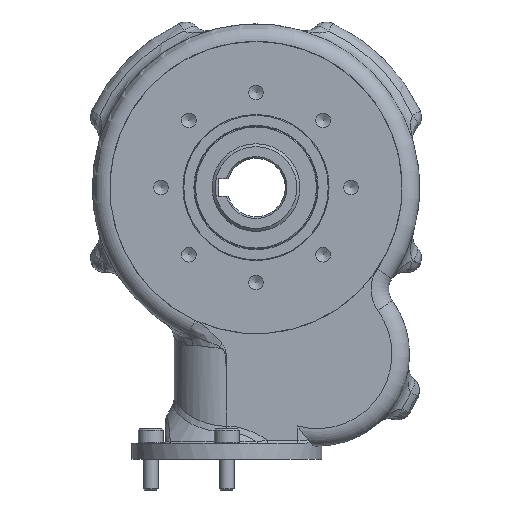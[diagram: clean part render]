
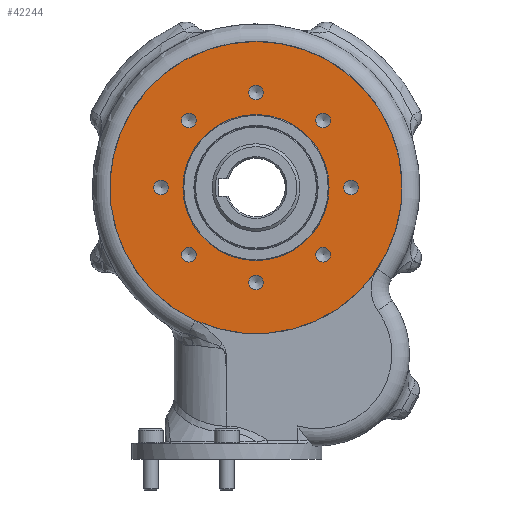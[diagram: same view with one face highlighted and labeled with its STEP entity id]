
A CAD part, left-side view. The second image highlights one B-rep face of the part: STEP entity #42244.
In plain terms, the highlighted planar face has unit normal (-1, 0, 0).
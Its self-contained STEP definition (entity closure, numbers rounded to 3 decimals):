
#1483 = DIRECTION ( 'NONE',  ( -1., 0., 0. ) ) ;
#1855 = CIRCLE ( 'NONE', #32141, 2.5 ) ;
#3334 = CARTESIAN_POINT ( 'NONE',  ( -19., -22.981, 25.481 ) ) ;
#4376 = EDGE_LOOP ( 'NONE', ( #13715 ) ) ;
#4429 = VERTEX_POINT ( 'NONE', #42349 ) ;
#5192 = DIRECTION ( 'NONE',  ( -1., 0., 0. ) ) ;
#5339 = EDGE_CURVE ( 'NONE', #38081, #38081, #6040, .T. ) ;
#5920 = CARTESIAN_POINT ( 'NONE',  ( -19., -22.981, -22.981 ) ) ;
#6040 = CIRCLE ( 'NONE', #38931, 2.5 ) ;
#6167 = DIRECTION ( 'NONE',  ( -1., 0., 0. ) ) ;
#6246 = CARTESIAN_POINT ( 'NONE',  ( -19., -22.981, 22.981 ) ) ;
#6477 = EDGE_CURVE ( 'NONE', #17416, #17416, #54372, .T. ) ;
#6703 = EDGE_CURVE ( 'NONE', #47245, #47245, #25942, .T. ) ;
#7188 = FACE_BOUND ( 'NONE', #45805, .T. ) ;
#7248 = VERTEX_POINT ( 'NONE', #16136 ) ;
#8254 = EDGE_CURVE ( 'NONE', #13258, #13258, #11635, .T. ) ;
#8616 = VERTEX_POINT ( 'NONE', #50702 ) ;
#11128 = AXIS2_PLACEMENT_3D ( 'NONE', #6246, #36619, #19304 ) ;
#11142 = VERTEX_POINT ( 'NONE', #11694 ) ;
#11536 = DIRECTION ( 'NONE',  ( -1., 0., 0. ) ) ;
#11635 = CIRCLE ( 'NONE', #46317, 50. ) ;
#11694 = CARTESIAN_POINT ( 'NONE',  ( -19., 0., 35. ) ) ;
#11920 = AXIS2_PLACEMENT_3D ( 'NONE', #50335, #54782, #32794 ) ;
#12011 = ORIENTED_EDGE ( 'NONE', *, *, #32674, .F. ) ;
#13258 = VERTEX_POINT ( 'NONE', #26071 ) ;
#13460 = AXIS2_PLACEMENT_3D ( 'NONE', #22212, #31693, #34743 ) ;
#13699 = CARTESIAN_POINT ( 'NONE',  ( -19., 0., 32.5 ) ) ;
#13709 = ORIENTED_EDGE ( 'NONE', *, *, #16636, .F. ) ;
#13715 = ORIENTED_EDGE ( 'NONE', *, *, #6703, .F. ) ;
#13878 = EDGE_LOOP ( 'NONE', ( #44169 ) ) ;
#15510 = CARTESIAN_POINT ( 'NONE',  ( -19., 32.5, 0. ) ) ;
#16136 = CARTESIAN_POINT ( 'NONE',  ( -19., -32.5, 2.5 ) ) ;
#16342 = CARTESIAN_POINT ( 'NONE',  ( -19., 32.5, 2.5 ) ) ;
#16636 = EDGE_CURVE ( 'NONE', #44712, #44712, #50654, .T. ) ;
#17300 = CIRCLE ( 'NONE', #29931, 2.5 ) ;
#17416 = VERTEX_POINT ( 'NONE', #30008 ) ;
#17679 = CARTESIAN_POINT ( 'NONE',  ( -19., -22.981, -20.481 ) ) ;
#18137 = CARTESIAN_POINT ( 'NONE',  ( -19., 0., 0. ) ) ;
#18312 = EDGE_LOOP ( 'NONE', ( #48931 ) ) ;
#18393 = DIRECTION ( 'NONE',  ( 0., 0., 1. ) ) ;
#18686 = DIRECTION ( 'NONE',  ( -1., 0., 0. ) ) ;
#19304 = DIRECTION ( 'NONE',  ( 0., 0., 1. ) ) ;
#19934 = EDGE_LOOP ( 'NONE', ( #51851 ) ) ;
#20448 = ORIENTED_EDGE ( 'NONE', *, *, #38181, .F. ) ;
#22212 = CARTESIAN_POINT ( 'NONE',  ( -19., 22.981, -22.981 ) ) ;
#23816 = DIRECTION ( 'NONE',  ( 0., 0., 1. ) ) ;
#24745 = FACE_BOUND ( 'NONE', #25233, .T. ) ;
#25233 = EDGE_LOOP ( 'NONE', ( #35140 ) ) ;
#25915 = CIRCLE ( 'NONE', #13460, 2.5 ) ;
#25942 = CIRCLE ( 'NONE', #41055, 2.5 ) ;
#26071 = CARTESIAN_POINT ( 'NONE',  ( -19., 0., 50. ) ) ;
#26814 = EDGE_LOOP ( 'NONE', ( #20448 ) ) ;
#27408 = CARTESIAN_POINT ( 'NONE',  ( -19., 0., 0. ) ) ;
#28331 = FACE_BOUND ( 'NONE', #39101, .T. ) ;
#28522 = DIRECTION ( 'NONE',  ( 0., 0., 1. ) ) ;
#29887 = EDGE_CURVE ( 'NONE', #53768, #53768, #36044, .T. ) ;
#29931 = AXIS2_PLACEMENT_3D ( 'NONE', #45216, #53591, #23816 ) ;
#30008 = CARTESIAN_POINT ( 'NONE',  ( -19., 0., 25. ) ) ;
#30016 = ORIENTED_EDGE ( 'NONE', *, *, #6477, .F. ) ;
#30362 = EDGE_CURVE ( 'NONE', #7248, #7248, #17300, .T. ) ;
#31209 = DIRECTION ( 'NONE',  ( 0., 0., 1. ) ) ;
#31315 = DIRECTION ( 'NONE',  ( 0., 0., 1. ) ) ;
#31693 = DIRECTION ( 'NONE',  ( -1., 0., 0. ) ) ;
#32141 = AXIS2_PLACEMENT_3D ( 'NONE', #13699, #6167, #18393 ) ;
#32674 = EDGE_CURVE ( 'NONE', #11142, #11142, #1855, .T. ) ;
#32794 = DIRECTION ( 'NONE',  ( 0., 0., 1. ) ) ;
#34295 = EDGE_CURVE ( 'NONE', #8616, #8616, #42207, .T. ) ;
#34743 = DIRECTION ( 'NONE',  ( 0., 0., 1. ) ) ;
#34807 = CARTESIAN_POINT ( 'NONE',  ( -19., 22.981, 22.981 ) ) ;
#35005 = DIRECTION ( 'NONE',  ( 0., 0., 1. ) ) ;
#35140 = ORIENTED_EDGE ( 'NONE', *, *, #29887, .F. ) ;
#36044 = CIRCLE ( 'NONE', #11128, 2.5 ) ;
#36157 = DIRECTION ( 'NONE',  ( 0., 0., 1. ) ) ;
#36619 = DIRECTION ( 'NONE',  ( -1., 0., 0. ) ) ;
#36738 = FACE_BOUND ( 'NONE', #19934, .T. ) ;
#37012 = PLANE ( 'NONE',  #47806 ) ;
#37417 = AXIS2_PLACEMENT_3D ( 'NONE', #34807, #51778, #31209 ) ;
#37833 = FACE_BOUND ( 'NONE', #53963, .T. ) ;
#38081 = VERTEX_POINT ( 'NONE', #16342 ) ;
#38181 = EDGE_CURVE ( 'NONE', #4429, #4429, #25915, .T. ) ;
#38931 = AXIS2_PLACEMENT_3D ( 'NONE', #15510, #53401, #36157 ) ;
#39071 = DIRECTION ( 'NONE',  ( 0., 0., 1. ) ) ;
#39101 = EDGE_LOOP ( 'NONE', ( #12011 ) ) ;
#40197 = AXIS2_PLACEMENT_3D ( 'NONE', #27408, #11536, #28522 ) ;
#41055 = AXIS2_PLACEMENT_3D ( 'NONE', #5920, #1483, #31315 ) ;
#42207 = CIRCLE ( 'NONE', #11920, 2.5 ) ;
#42244 = ADVANCED_FACE ( 'NONE', ( #50089, #45905, #37833, #45339, #36738, #24745, #28331, #7188, #54831, #54546 ), #37012, .T. ) ;
#42349 = CARTESIAN_POINT ( 'NONE',  ( -19., 22.981, -20.481 ) ) ;
#44169 = ORIENTED_EDGE ( 'NONE', *, *, #8254, .T. ) ;
#44712 = VERTEX_POINT ( 'NONE', #53342 ) ;
#45216 = CARTESIAN_POINT ( 'NONE',  ( -19., -32.5, 0. ) ) ;
#45339 = FACE_BOUND ( 'NONE', #4376, .T. ) ;
#45805 = EDGE_LOOP ( 'NONE', ( #13709 ) ) ;
#45905 = FACE_BOUND ( 'NONE', #26814, .T. ) ;
#46317 = AXIS2_PLACEMENT_3D ( 'NONE', #18137, #18686, #39071 ) ;
#46478 = EDGE_LOOP ( 'NONE', ( #30016 ) ) ;
#47245 = VERTEX_POINT ( 'NONE', #17679 ) ;
#47806 = AXIS2_PLACEMENT_3D ( 'NONE', #50917, #5192, #35005 ) ;
#48931 = ORIENTED_EDGE ( 'NONE', *, *, #5339, .F. ) ;
#50089 = FACE_BOUND ( 'NONE', #18312, .T. ) ;
#50335 = CARTESIAN_POINT ( 'NONE',  ( -19., 0., -32.5 ) ) ;
#50654 = CIRCLE ( 'NONE', #37417, 2.5 ) ;
#50702 = CARTESIAN_POINT ( 'NONE',  ( -19., 0., -30. ) ) ;
#50917 = CARTESIAN_POINT ( 'NONE',  ( -19., 0., 0. ) ) ;
#51778 = DIRECTION ( 'NONE',  ( -1., 0., 0. ) ) ;
#51851 = ORIENTED_EDGE ( 'NONE', *, *, #30362, .F. ) ;
#53342 = CARTESIAN_POINT ( 'NONE',  ( -19., 22.981, 25.481 ) ) ;
#53401 = DIRECTION ( 'NONE',  ( -1., 0., 0. ) ) ;
#53591 = DIRECTION ( 'NONE',  ( -1., 0., 0. ) ) ;
#53768 = VERTEX_POINT ( 'NONE', #3334 ) ;
#53963 = EDGE_LOOP ( 'NONE', ( #54495 ) ) ;
#54372 = CIRCLE ( 'NONE', #40197, 25. ) ;
#54495 = ORIENTED_EDGE ( 'NONE', *, *, #34295, .F. ) ;
#54546 = FACE_OUTER_BOUND ( 'NONE', #13878, .T. ) ;
#54782 = DIRECTION ( 'NONE',  ( -1., 0., 0. ) ) ;
#54831 = FACE_BOUND ( 'NONE', #46478, .T. ) ;
